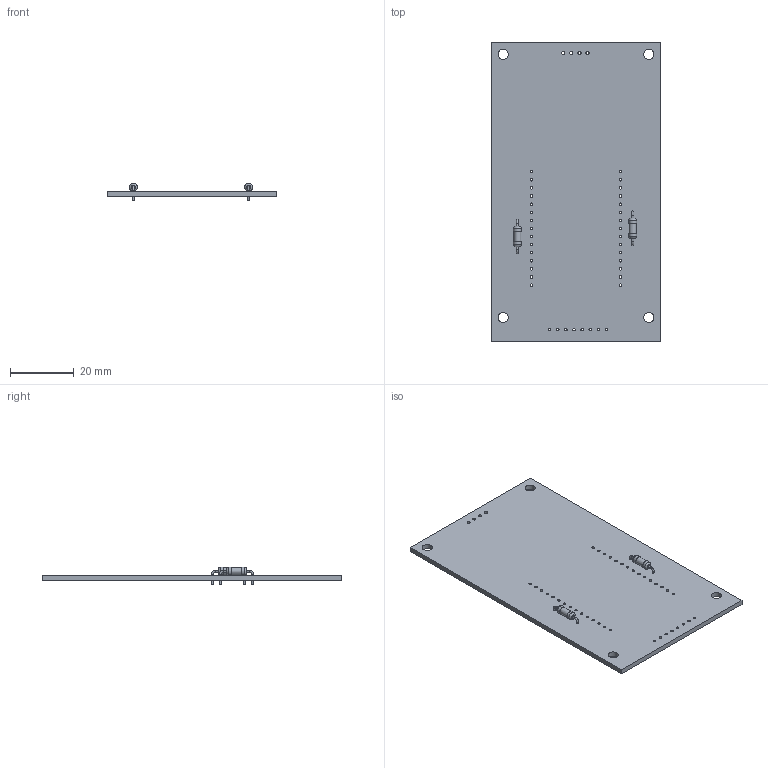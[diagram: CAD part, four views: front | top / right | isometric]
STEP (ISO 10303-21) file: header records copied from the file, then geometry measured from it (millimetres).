
FILE_DESCRIPTION(('KiCad electronic assembly'),'2;1');
FILE_NAME('Scheda Hardware.step','2023-04-17T17:20:26',('Pcbnew'),( 'Kicad'),'Open CASCADE STEP processor 7.6','KiCad to STEP converter' ,'Unknown');
FILE_SCHEMA(('AUTOMOTIVE_DESIGN { 1 0 10303 214 1 1 1 1 }'));
Length unit declared in the file: millimetre
Products named in the file (4): Scheda Hardware 1; R_Axial_DIN0207_L6.3mm_D2.5mm_P10.16mm_Horizontal; SOLID; PCB
Assembly tree (4 placements, depth 3):
  Scheda Hardware 1
    R_Axial_DIN0207_L6.3mm_D2.5mm_P10.16mm_Horizontal  x2
      SOLID
    PCB
Bounding box: 53.34 x 93.98 x 5.5 mm (x, y, z)
Volume: 7894.2 mm3; surface area: 10777 mm2
Topology: 3 solids, 3 shells, 90 faces, 216 edges, 140 vertices
Faces by surface type: cylinder 64, plane 18, torus 8
Full cylindrical faces by diameter (mm): 0.6 x8, 0.762 x38, 0.8 x4, 1 x4, 2.25 x2, 2.5 x4, 3.2 x4
Entity records: 5487 total; most frequent: CARTESIAN_POINT 1417, DIRECTION 735, ORIENTED_EDGE 378, PCURVE 378, DEFINITIONAL_REPRESENTATION 378, LINE 337, VECTOR 337, AXIS2_PLACEMENT_3D 198
